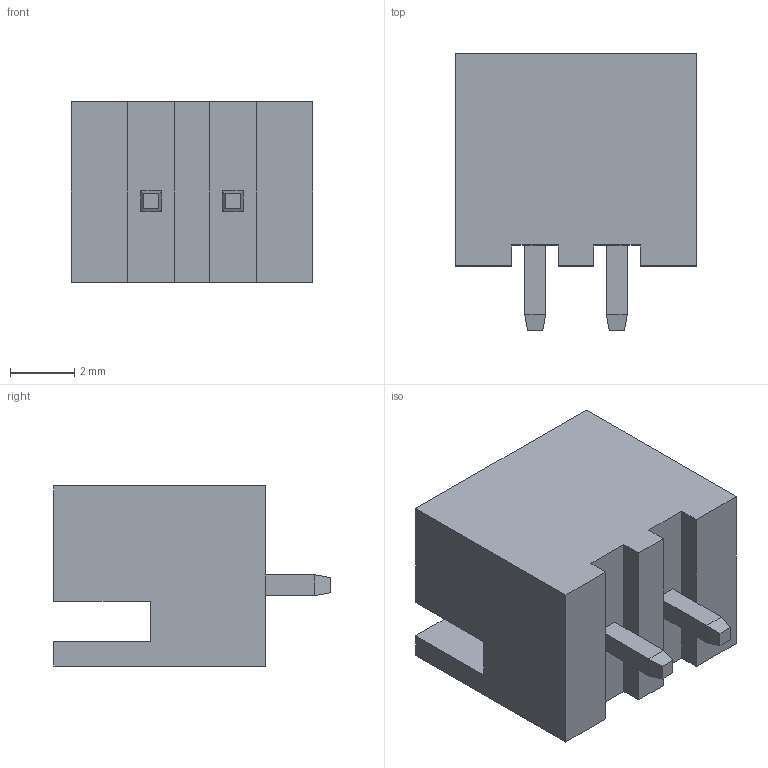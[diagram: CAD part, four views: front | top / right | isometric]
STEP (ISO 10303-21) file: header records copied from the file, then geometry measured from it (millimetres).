
FILE_DESCRIPTION (( 'STEP AP214' ), '1' );
FILE_NAME ('CircuitWorks-HEADER 4MOTOR.STEP', '2018-12-24T04:21:08', ( '' ), ( '' ), 'SwSTEP 2.0', 'SolidWorks 2018', '' );
FILE_SCHEMA (( 'AUTOMOTIVE_DESIGN' ));
Length unit declared in the file: millimetre
Products named in the file (1): CircuitWorks-HEADER 4MOTOR
Bounding box: 7.5 x 8.6 x 5.6 mm (x, y, z)
Volume: 128.1 mm3; surface area: 385.5 mm2
Topology: 1 solids, 1 shells, 70 faces, 176 edges, 112 vertices
Faces by surface type: plane 68, cylinder 2
Entity records: 2444 total; most frequent: CARTESIAN_POINT 359, ORIENTED_EDGE 352, DIRECTION 322, EDGE_CURVE 176, LINE 172, VECTOR 172, VERTEX_POINT 112, AXIS2_PLACEMENT_3D 75
